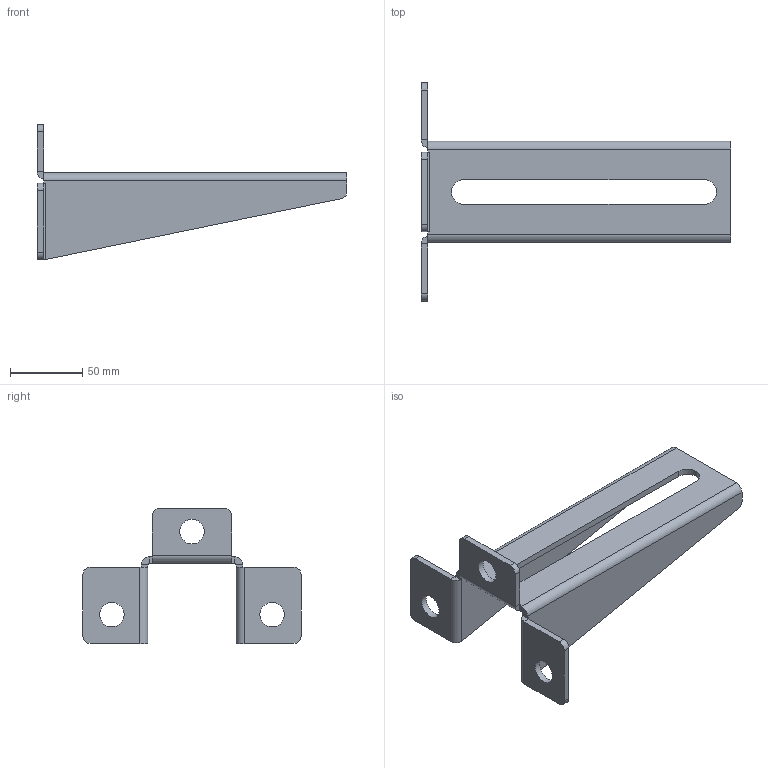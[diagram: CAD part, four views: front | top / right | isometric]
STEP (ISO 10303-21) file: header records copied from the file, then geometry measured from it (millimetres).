
FILE_DESCRIPTION(('STEP AP203'), '1');
FILE_NAME('262.RC74 Êðîíøòåéí RC74 óäëèíåííûé', '', ('UNSPECIFIED'), ('UNSPECIFIED'), 'ASCON STEP Converter 1.3', 'ASCON Math Kernel', '');
FILE_SCHEMA(('CONFIG_CONTROL_DESIGN'));
Length unit declared in the file: millimetre
Products named in the file (1): 262.RC74
Bounding box: 214.5 x 151 x 93.5 mm (x, y, z)
Volume: 140709.9 mm3; surface area: 69278.2 mm2
Topology: 1 solids, 1 shells, 190 faces, 503 edges, 322 vertices
Faces by surface type: plane 110, cylinder 80
Full cylindrical faces by diameter (mm): 17 x3
Entity records: 7432 total; most frequent: DIRECTION 1042, CARTESIAN_POINT 1013, ORIENTED_EDGE 1000, EDGE_CURVE 500, AXIS2_PLACEMENT_3D 351, LINE 340, VECTOR 340, VERTEX_POINT 322
